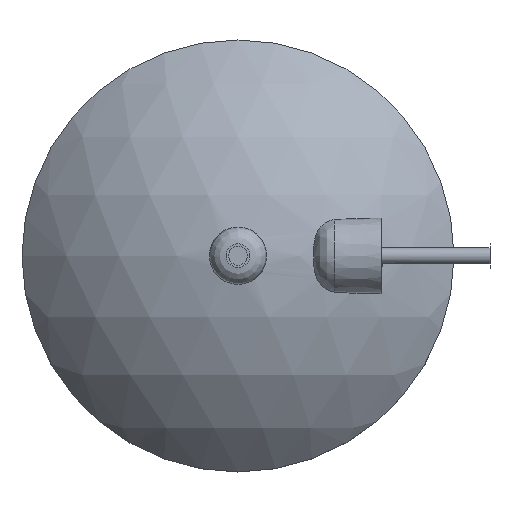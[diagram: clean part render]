
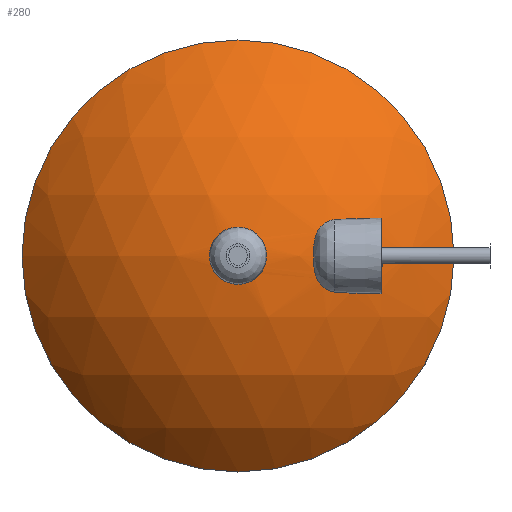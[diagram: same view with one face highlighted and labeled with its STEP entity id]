
A CAD part, top view. The second image highlights one B-rep face of the part: STEP entity #280.
In plain terms, the highlighted spherical face has radius 58.714 mm.
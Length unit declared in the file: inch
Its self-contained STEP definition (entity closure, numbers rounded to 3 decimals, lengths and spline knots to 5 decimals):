
#24=B_SPLINE_CURVE_WITH_KNOTS('',3,(#465,#466,#467,#468,#469,#470,#471,
#472),.UNSPECIFIED.,.F.,.F.,(4,2,2,4),(1.08389,1.10038,
1.17647,1.25256),.UNSPECIFIED.);
#25=B_SPLINE_CURVE_WITH_KNOTS('',3,(#474,#475,#476,#477,#478,#479,#480,
#481),.UNSPECIFIED.,.F.,.F.,(4,2,2,4),(1.25256,1.32865,
1.40473,1.42122),.UNSPECIFIED.);
#26=B_SPLINE_CURVE_WITH_KNOTS('',3,(#483,#484,#485,#486,#487,#488),
 .UNSPECIFIED.,.F.,.F.,(4,2,4),(1.14036,1.48963,1.66822),
 .UNSPECIFIED.);
#27=B_SPLINE_CURVE_WITH_KNOTS('',3,(#490,#491,#492,#493,#494,#495),
 .UNSPECIFIED.,.F.,.F.,(4,2,4),(4.41807,5.37517,5.44257),
 .UNSPECIFIED.);
#28=B_SPLINE_CURVE_WITH_KNOTS('',3,(#497,#498,#499,#500,#501,#502,#503,
#504,#505,#506,#507,#508,#509,#510,#511,#512),.UNSPECIFIED.,.F.,.F.,(4,
2,2,2,2,2,2,4),(1.01396,1.06432,1.1762,1.28808,
1.39264,1.49721,1.7282,1.9592),
 .UNSPECIFIED.);
#29=B_SPLINE_CURVE_WITH_KNOTS('',3,(#514,#515,#516,#517,#518,#519,#520,
#521,#522,#523,#524,#525,#526,#527,#528,#529),.UNSPECIFIED.,.F.,.F.,(4,
2,2,2,2,2,2,4),(1.9592,2.1902,2.4212,2.52576,
2.63032,2.74221,2.85409,2.90444),
 .UNSPECIFIED.);
#30=B_SPLINE_CURVE_WITH_KNOTS('',3,(#531,#532,#533,#534,#535,#536),
 .UNSPECIFIED.,.F.,.F.,(4,2,4),(0.99659,1.06399,2.02109),
 .UNSPECIFIED.);
#31=B_SPLINE_CURVE_WITH_KNOTS('',3,(#537,#538,#539,#540,#541,#542),
 .UNSPECIFIED.,.F.,.F.,(4,2,4),(0.31796,0.49654,0.84582),
 .UNSPECIFIED.);
#35=FACE_BOUND('',#89,.T.);
#36=FACE_BOUND('',#90,.T.);
#59=SPHERICAL_SURFACE('',#322,2.31155);
#66=FACE_OUTER_BOUND('',#88,.T.);
#88=EDGE_LOOP('',(#205));
#89=EDGE_LOOP('',(#206,#207,#208,#209,#210,#211,#212,#213));
#90=EDGE_LOOP('',(#214));
#113=CIRCLE('',#321,0.1875);
#114=CIRCLE('',#323,1.77165);
#134=VERTEX_POINT('',#457);
#135=VERTEX_POINT('',#461);
#136=VERTEX_POINT('',#463);
#137=VERTEX_POINT('',#464);
#138=VERTEX_POINT('',#473);
#139=VERTEX_POINT('',#482);
#140=VERTEX_POINT('',#489);
#141=VERTEX_POINT('',#496);
#142=VERTEX_POINT('',#513);
#143=VERTEX_POINT('',#530);
#162=EDGE_CURVE('',#134,#134,#113,.T.);
#163=EDGE_CURVE('',#135,#135,#114,.T.);
#164=EDGE_CURVE('',#136,#137,#24,.T.);
#165=EDGE_CURVE('',#137,#138,#25,.T.);
#166=EDGE_CURVE('',#138,#139,#26,.T.);
#167=EDGE_CURVE('',#139,#140,#27,.T.);
#168=EDGE_CURVE('',#140,#141,#28,.T.);
#169=EDGE_CURVE('',#141,#142,#29,.T.);
#170=EDGE_CURVE('',#142,#143,#30,.T.);
#171=EDGE_CURVE('',#143,#136,#31,.T.);
#205=ORIENTED_EDGE('',*,*,#163,.T.);
#206=ORIENTED_EDGE('',*,*,#164,.T.);
#207=ORIENTED_EDGE('',*,*,#165,.T.);
#208=ORIENTED_EDGE('',*,*,#166,.T.);
#209=ORIENTED_EDGE('',*,*,#167,.T.);
#210=ORIENTED_EDGE('',*,*,#168,.T.);
#211=ORIENTED_EDGE('',*,*,#169,.T.);
#212=ORIENTED_EDGE('',*,*,#170,.T.);
#213=ORIENTED_EDGE('',*,*,#171,.T.);
#214=ORIENTED_EDGE('',*,*,#162,.F.);
#280=ADVANCED_FACE('',(#66,#35,#36),#59,.T.);
#321=AXIS2_PLACEMENT_3D('',#459,#375,#376);
#322=AXIS2_PLACEMENT_3D('',#460,#377,#378);
#323=AXIS2_PLACEMENT_3D('',#462,#379,#380);
#375=DIRECTION('center_axis',(0.,0.,
1.));
#376=DIRECTION('ref_axis',(1.,0.,0.));
#377=DIRECTION('center_axis',(0.,1.,0.));
#378=DIRECTION('ref_axis',(1.,0.,0.));
#379=DIRECTION('center_axis',(0.,0.,
1.));
#380=DIRECTION('ref_axis',(1.,0.,0.));
#457=CARTESIAN_POINT('',(3.3125,5.75,18.37283));
#459=CARTESIAN_POINT('Origin',(3.5,5.75,18.37283));
#460=CARTESIAN_POINT('Origin',(3.5,5.75,16.0689));
#461=CARTESIAN_POINT('',(1.72835,5.75,17.55366));
#462=CARTESIAN_POINT('Origin',(3.5,5.75,17.55366));
#463=CARTESIAN_POINT('',(4.67628,5.8095,18.0579));
#464=CARTESIAN_POINT('',(4.70287,5.75,18.04283));
#465=CARTESIAN_POINT('Ctrl Pts',(4.67628,5.8095,18.0579));
#466=CARTESIAN_POINT('Ctrl Pts',(4.67769,5.80803,18.0571));
#467=CARTESIAN_POINT('Ctrl Pts',(4.67907,5.80653,18.05633));
#468=CARTESIAN_POINT('Ctrl Pts',(4.68655,5.79794,18.05212));
#469=CARTESIAN_POINT('Ctrl Pts',(4.69244,5.78934,18.04878));
#470=CARTESIAN_POINT('Ctrl Pts',(4.70063,5.77038,18.04411));
#471=CARTESIAN_POINT('Ctrl Pts',(4.70287,5.75999,18.04283));
#472=CARTESIAN_POINT('Ctrl Pts',(4.70287,5.75,18.04283));
#473=CARTESIAN_POINT('',(4.67628,5.6905,18.0579));
#474=CARTESIAN_POINT('Ctrl Pts',(4.70287,5.75,18.04283));
#475=CARTESIAN_POINT('Ctrl Pts',(4.70287,5.74001,18.04283));
#476=CARTESIAN_POINT('Ctrl Pts',(4.70063,5.72962,18.04411));
#477=CARTESIAN_POINT('Ctrl Pts',(4.69244,5.71066,18.04878));
#478=CARTESIAN_POINT('Ctrl Pts',(4.68655,5.70206,18.05212));
#479=CARTESIAN_POINT('Ctrl Pts',(4.67907,5.69347,18.05633));
#480=CARTESIAN_POINT('Ctrl Pts',(4.67769,5.69197,18.0571));
#481=CARTESIAN_POINT('Ctrl Pts',(4.67628,5.6905,18.0579));
#482=CARTESIAN_POINT('',(4.67305,5.46572,18.0403));
#483=CARTESIAN_POINT('Ctrl Pts',(4.67628,5.6905,18.0579));
#484=CARTESIAN_POINT('Ctrl Pts',(4.67585,5.64241,18.05671));
#485=CARTESIAN_POINT('Ctrl Pts',(4.67508,5.59214,18.05386));
#486=CARTESIAN_POINT('Ctrl Pts',(4.67389,5.51647,18.04662));
#487=CARTESIAN_POINT('Ctrl Pts',(4.67347,5.49092,18.04368));
#488=CARTESIAN_POINT('Ctrl Pts',(4.67305,5.46572,18.0403));
#489=CARTESIAN_POINT('',(4.29107,5.45203,18.22034));
#490=CARTESIAN_POINT('Ctrl Pts',(4.67305,5.46572,18.0403));
#491=CARTESIAN_POINT('Ctrl Pts',(4.56457,5.44128,18.10132));
#492=CARTESIAN_POINT('Ctrl Pts',(4.44328,5.43998,18.16072));
#493=CARTESIAN_POINT('Ctrl Pts',(4.30882,5.45049,18.21354));
#494=CARTESIAN_POINT('Ctrl Pts',(4.29995,5.45123,18.21696));
#495=CARTESIAN_POINT('Ctrl Pts',(4.29107,5.45203,18.22034));
#496=CARTESIAN_POINT('',(4.11957,5.75,18.29587));
#497=CARTESIAN_POINT('Ctrl Pts',(4.29107,5.45203,18.22034));
#498=CARTESIAN_POINT('Ctrl Pts',(4.28452,5.45262,18.22283));
#499=CARTESIAN_POINT('Ctrl Pts',(4.27815,5.45361,18.22528));
#500=CARTESIAN_POINT('Ctrl Pts',(4.25867,5.45777,18.23281));
#501=CARTESIAN_POINT('Ctrl Pts',(4.24446,5.46274,18.23841));
#502=CARTESIAN_POINT('Ctrl Pts',(4.21782,5.47652,18.24915));
#503=CARTESIAN_POINT('Ctrl Pts',(4.20538,5.48533,18.25428));
#504=CARTESIAN_POINT('Ctrl Pts',(4.18518,5.50338,18.26279));
#505=CARTESIAN_POINT('Ctrl Pts',(4.17547,5.51406,18.26698));
#506=CARTESIAN_POINT('Ctrl Pts',(4.15856,5.53755,18.2745));
#507=CARTESIAN_POINT('Ctrl Pts',(4.15136,5.55034,18.27782));
#508=CARTESIAN_POINT('Ctrl Pts',(4.13347,5.58966,18.28638));
#509=CARTESIAN_POINT('Ctrl Pts',(4.12589,5.62122,18.29062));
#510=CARTESIAN_POINT('Ctrl Pts',(4.11926,5.68627,18.29529));
#511=CARTESIAN_POINT('Ctrl Pts',(4.11957,5.71969,18.29587));
#512=CARTESIAN_POINT('Ctrl Pts',(4.11957,5.75,18.29587));
#513=CARTESIAN_POINT('',(4.29107,6.04797,18.22034));
#514=CARTESIAN_POINT('Ctrl Pts',(4.11957,5.75,18.29587));
#515=CARTESIAN_POINT('Ctrl Pts',(4.11957,5.78031,18.29587));
#516=CARTESIAN_POINT('Ctrl Pts',(4.11926,5.81373,18.29529));
#517=CARTESIAN_POINT('Ctrl Pts',(4.12589,5.87878,18.29062));
#518=CARTESIAN_POINT('Ctrl Pts',(4.13347,5.91034,18.28638));
#519=CARTESIAN_POINT('Ctrl Pts',(4.15136,5.94966,18.27782));
#520=CARTESIAN_POINT('Ctrl Pts',(4.15856,5.96245,18.2745));
#521=CARTESIAN_POINT('Ctrl Pts',(4.17547,5.98594,18.26698));
#522=CARTESIAN_POINT('Ctrl Pts',(4.18518,5.99662,18.26279));
#523=CARTESIAN_POINT('Ctrl Pts',(4.20538,6.01467,18.25428));
#524=CARTESIAN_POINT('Ctrl Pts',(4.21782,6.02348,18.24915));
#525=CARTESIAN_POINT('Ctrl Pts',(4.24446,6.03726,18.23841));
#526=CARTESIAN_POINT('Ctrl Pts',(4.25867,6.04223,18.23281));
#527=CARTESIAN_POINT('Ctrl Pts',(4.27815,6.04639,18.22528));
#528=CARTESIAN_POINT('Ctrl Pts',(4.28452,6.04738,18.22283));
#529=CARTESIAN_POINT('Ctrl Pts',(4.29107,6.04797,18.22034));
#530=CARTESIAN_POINT('',(4.67305,6.03428,18.0403));
#531=CARTESIAN_POINT('Ctrl Pts',(4.29107,6.04797,18.22034));
#532=CARTESIAN_POINT('Ctrl Pts',(4.29995,6.04877,18.21696));
#533=CARTESIAN_POINT('Ctrl Pts',(4.30882,6.04951,18.21354));
#534=CARTESIAN_POINT('Ctrl Pts',(4.44328,6.06002,18.16072));
#535=CARTESIAN_POINT('Ctrl Pts',(4.56457,6.05872,18.10132));
#536=CARTESIAN_POINT('Ctrl Pts',(4.67305,6.03428,18.0403));
#537=CARTESIAN_POINT('Ctrl Pts',(4.67305,6.03428,18.0403));
#538=CARTESIAN_POINT('Ctrl Pts',(4.67347,6.00908,18.04368));
#539=CARTESIAN_POINT('Ctrl Pts',(4.67389,5.98353,18.04662));
#540=CARTESIAN_POINT('Ctrl Pts',(4.67508,5.90786,18.05386));
#541=CARTESIAN_POINT('Ctrl Pts',(4.67585,5.85759,18.05671));
#542=CARTESIAN_POINT('Ctrl Pts',(4.67628,5.8095,18.0579));
